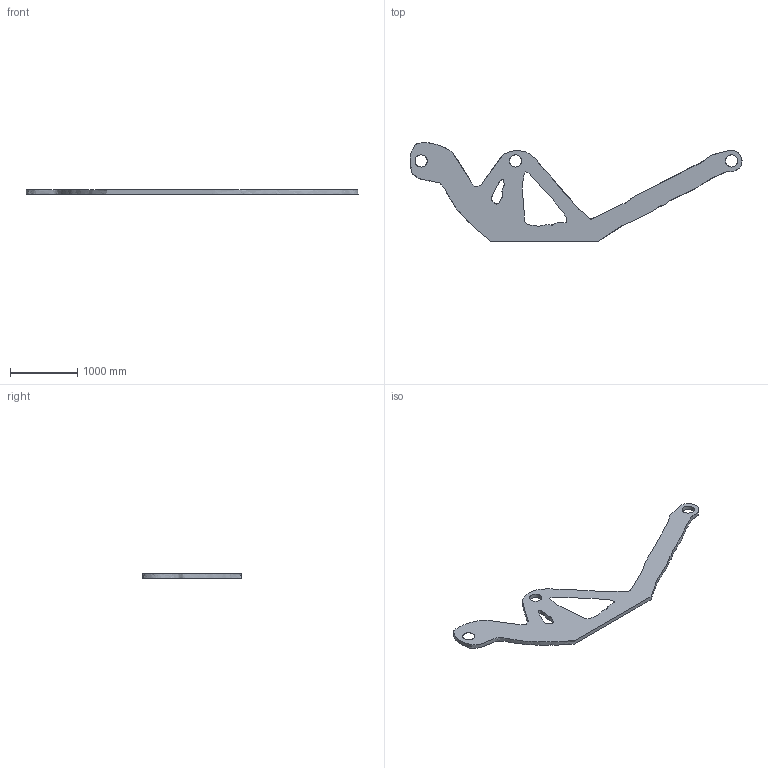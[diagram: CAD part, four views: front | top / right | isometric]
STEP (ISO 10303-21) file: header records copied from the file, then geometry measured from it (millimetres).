
FILE_DESCRIPTION(/* description */ (''),/* implementation_level */ '2;1');
FILE_NAME(/* name */ 'TopOptNewv1.step',/* time_stamp */ '2024-02-15T19:39:14Z',/* author */ (''),/* organization */ (''),/* preprocessor_version */ 'ST-DEVELOPER v20',/* originating_system */ 'Autodesk Translation Framework v12.20.1.177',/* authorisation */ '');
FILE_SCHEMA (('AUTOMOTIVE_DESIGN { 1 0 10303 214 3 1 1 }'));
Length unit declared in the file: millimetre
Products named in the file (1): TopOptNew
Bounding box: 4919.5 x 1457.97 x 63.03 mm (x, y, z)
Volume: 135846255.3 mm3; surface area: 6447782.9 mm2
Topology: 1 solids, 1 shells, 6 faces, 17 edges, 13 vertices
Faces by surface type: bspline 3, cylinder 2, plane 1
Full cylindrical faces by diameter (mm): 180 x2
Entity records: 12922 total; most frequent: CARTESIAN_POINT 12734, ORIENTED_EDGE 34, EDGE_CURVE 17, EDGE_LOOP 16, DIRECTION 16, VERTEX_POINT 13, B_SPLINE_CURVE_WITH_KNOTS 11, FACE_BOUND 10
